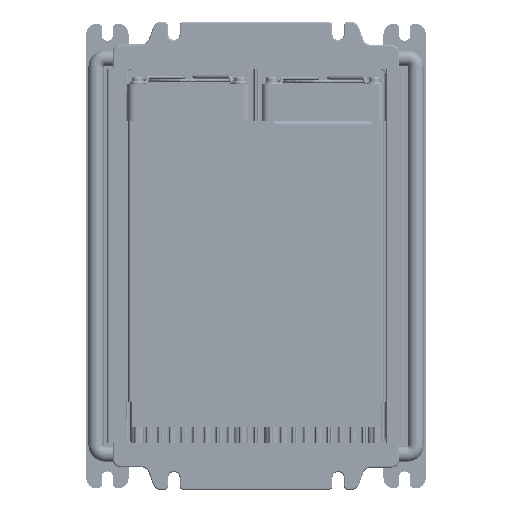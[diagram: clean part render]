
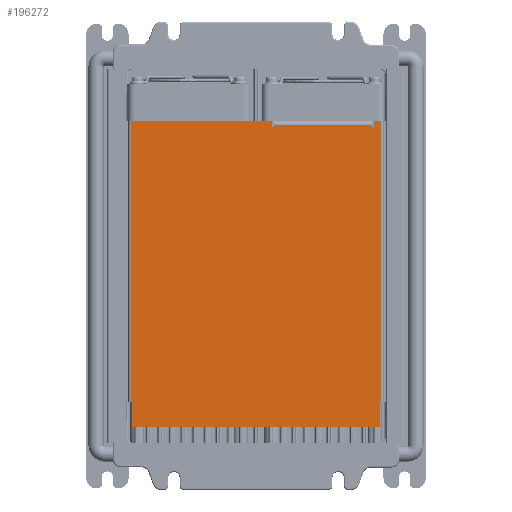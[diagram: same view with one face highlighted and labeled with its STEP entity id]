
A CAD part, front view. The second image highlights one B-rep face of the part: STEP entity #196272.
In plain terms, the highlighted planar face has unit normal (0, -1, 0).
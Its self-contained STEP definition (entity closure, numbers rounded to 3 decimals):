
#179 = VERTEX_POINT ( 'NONE', #14446 ) ;
#497 = CARTESIAN_POINT ( 'NONE',  ( 56.473, -69.7, 100.552 ) ) ;
#7227 = DIRECTION ( 'NONE',  ( 0., 0., 1. ) ) ;
#12746 = LINE ( 'NONE', #202914, #32407 ) ;
#13858 = DIRECTION ( 'NONE',  ( 1., 0., 0. ) ) ;
#14446 = CARTESIAN_POINT ( 'NONE',  ( 60.95, -69.7, 103.552 ) ) ;
#17104 = VECTOR ( 'NONE', #121386, 1000. ) ;
#18673 = ORIENTED_EDGE ( 'NONE', *, *, #157713, .F. ) ;
#20299 = ORIENTED_EDGE ( 'NONE', *, *, #24395, .T. ) ;
#20383 = EDGE_CURVE ( 'NONE', #101273, #74128, #235696, .T. ) ;
#24395 = EDGE_CURVE ( 'NONE', #74128, #179, #12746, .T. ) ;
#25638 = CIRCLE ( 'NONE', #70330, 0.5 ) ;
#25672 = FACE_OUTER_BOUND ( 'NONE', #109994, .T. ) ;
#27567 = ORIENTED_EDGE ( 'NONE', *, *, #70174, .T. ) ;
#29009 = LINE ( 'NONE', #73692, #115016 ) ;
#32407 = VECTOR ( 'NONE', #7227, 1000. ) ;
#34856 = CARTESIAN_POINT ( 'NONE',  ( 56.473, -69.7, 101.552 ) ) ;
#41654 = AXIS2_PLACEMENT_3D ( 'NONE', #115114, #173913, #197647 ) ;
#42299 = VERTEX_POINT ( 'NONE', #214714 ) ;
#44211 = VECTOR ( 'NONE', #212253, 1000. ) ;
#57707 = CARTESIAN_POINT ( 'NONE',  ( 60.95, -69.7, 103.552 ) ) ;
#59630 = EDGE_CURVE ( 'NONE', #190863, #42299, #253914, .T. ) ;
#60305 = VERTEX_POINT ( 'NONE', #187306 ) ;
#61907 = CARTESIAN_POINT ( 'NONE',  ( -60.953, -69.7, -33.448 ) ) ;
#62389 = CARTESIAN_POINT ( 'NONE',  ( -60.453, -69.7, -40.448 ) ) ;
#63196 = EDGE_CURVE ( 'NONE', #101274, #60305, #29009, .T. ) ;
#65907 = EDGE_CURVE ( 'NONE', #75170, #101273, #218042, .T. ) ;
#70174 = EDGE_CURVE ( 'NONE', #81631, #42299, #25638, .T. ) ;
#70330 = AXIS2_PLACEMENT_3D ( 'NONE', #245949, #164835, #13858 ) ;
#73199 = CARTESIAN_POINT ( 'NONE',  ( 8.918, -69.7, 101.552 ) ) ;
#73692 = CARTESIAN_POINT ( 'NONE',  ( 57.473, -69.7, 22.302 ) ) ;
#74128 = VERTEX_POINT ( 'NONE', #87466 ) ;
#75170 = VERTEX_POINT ( 'NONE', #268510 ) ;
#79409 = CARTESIAN_POINT ( 'NONE',  ( -0.002, -69.7, -45.948 ) ) ;
#80088 = CARTESIAN_POINT ( 'NONE',  ( 7.918, -69.7, 22.302 ) ) ;
#81432 = DIRECTION ( 'NONE',  ( 1., 0., 0. ) ) ;
#81631 = VERTEX_POINT ( 'NONE', #61907 ) ;
#82783 = CARTESIAN_POINT ( 'NONE',  ( -60.953, -69.7, 103.552 ) ) ;
#82898 = ORIENTED_EDGE ( 'NONE', *, *, #202787, .F. ) ;
#84429 = EDGE_CURVE ( 'NONE', #144675, #137370, #108282, .T. ) ;
#85194 = ORIENTED_EDGE ( 'NONE', *, *, #59630, .F. ) ;
#86652 = DIRECTION ( 'NONE',  ( 0., 0., 1. ) ) ;
#87466 = CARTESIAN_POINT ( 'NONE',  ( 60.95, -69.7, -33.448 ) ) ;
#88153 = ORIENTED_EDGE ( 'NONE', *, *, #234355, .F. ) ;
#88654 = CARTESIAN_POINT ( 'NONE',  ( 56.473, -69.7, 101.552 ) ) ;
#89279 = VERTEX_POINT ( 'NONE', #111285 ) ;
#90542 = CARTESIAN_POINT ( 'NONE',  ( -60.453, -69.7, -45.948 ) ) ;
#96097 = DIRECTION ( 'NONE',  ( 0., 0., 1. ) ) ;
#97546 = CARTESIAN_POINT ( 'NONE',  ( 8.918, -69.7, 22.302 ) ) ;
#99717 = LINE ( 'NONE', #80088, #100983 ) ;
#100983 = VECTOR ( 'NONE', #122047, 1000. ) ;
#101273 = VERTEX_POINT ( 'NONE', #191082 ) ;
#101274 = VERTEX_POINT ( 'NONE', #273594 ) ;
#101521 = VECTOR ( 'NONE', #109647, 1000. ) ;
#106967 = VERTEX_POINT ( 'NONE', #497 ) ;
#108282 = LINE ( 'NONE', #88654, #101521 ) ;
#109647 = DIRECTION ( 'NONE',  ( -1., 0., 0. ) ) ;
#109994 = EDGE_LOOP ( 'NONE', ( #110500, #161835, #88153, #194145, #82898, #18673, #27567, #85194, #179398, #114073, #249927, #20299, #224405, #134562, #125321, #232573 ) ) ;
#110500 = ORIENTED_EDGE ( 'NONE', *, *, #84429, .T. ) ;
#111285 = CARTESIAN_POINT ( 'NONE',  ( 7.918, -69.7, 103.552 ) ) ;
#114073 = ORIENTED_EDGE ( 'NONE', *, *, #65907, .T. ) ;
#115016 = VECTOR ( 'NONE', #96097, 1000. ) ;
#115114 = CARTESIAN_POINT ( 'NONE',  ( -0.002, -69.7, 22.302 ) ) ;
#119079 = EDGE_CURVE ( 'NONE', #144675, #106967, #227653, .T. ) ;
#120361 = VECTOR ( 'NONE', #249980, 1000. ) ;
#121386 = DIRECTION ( 'NONE',  ( -1., 0., 0. ) ) ;
#122047 = DIRECTION ( 'NONE',  ( 0., 0., -1. ) ) ;
#124129 = LINE ( 'NONE', #79409, #17104 ) ;
#125321 = ORIENTED_EDGE ( 'NONE', *, *, #191107, .T. ) ;
#133561 = DIRECTION ( 'NONE',  ( 0., 0., 1. ) ) ;
#133807 = VERTEX_POINT ( 'NONE', #82783 ) ;
#134562 = ORIENTED_EDGE ( 'NONE', *, *, #63196, .F. ) ;
#137370 = VERTEX_POINT ( 'NONE', #73199 ) ;
#143521 = LINE ( 'NONE', #249761, #183466 ) ;
#144675 = VERTEX_POINT ( 'NONE', #34856 ) ;
#157713 = EDGE_CURVE ( 'NONE', #81631, #133807, #240679, .T. ) ;
#158345 = VECTOR ( 'NONE', #238004, 1000. ) ;
#161835 = ORIENTED_EDGE ( 'NONE', *, *, #164888, .T. ) ;
#162592 = LINE ( 'NONE', #57707, #209460 ) ;
#164779 = LINE ( 'NONE', #250027, #44211 ) ;
#164835 = DIRECTION ( 'NONE',  ( 0., 1., 0. ) ) ;
#164888 = EDGE_CURVE ( 'NONE', #137370, #200820, #203803, .T. ) ;
#168156 = DIRECTION ( 'NONE',  ( 0., 1., 0. ) ) ;
#171798 = VECTOR ( 'NONE', #175042, 1000. ) ;
#173894 = VECTOR ( 'NONE', #182840, 1000. ) ;
#173913 = DIRECTION ( 'NONE',  ( 0., 1., 0. ) ) ;
#175042 = DIRECTION ( 'NONE',  ( 0., 0., 1. ) ) ;
#179398 = ORIENTED_EDGE ( 'NONE', *, *, #233274, .F. ) ;
#181617 = CARTESIAN_POINT ( 'NONE',  ( 56.473, -69.7, 22.302 ) ) ;
#182840 = DIRECTION ( 'NONE',  ( 0., 0., -1. ) ) ;
#183466 = VECTOR ( 'NONE', #210614, 1000. ) ;
#187306 = CARTESIAN_POINT ( 'NONE',  ( 57.473, -69.7, 103.552 ) ) ;
#189713 = VECTOR ( 'NONE', #133561, 1000. ) ;
#190863 = VERTEX_POINT ( 'NONE', #90542 ) ;
#191082 = CARTESIAN_POINT ( 'NONE',  ( 60.45, -69.7, -33.948 ) ) ;
#191107 = EDGE_CURVE ( 'NONE', #101274, #106967, #143521, .T. ) ;
#193324 = CARTESIAN_POINT ( 'NONE',  ( 60.95, -69.7, 103.552 ) ) ;
#194145 = ORIENTED_EDGE ( 'NONE', *, *, #242908, .F. ) ;
#196272 = ADVANCED_FACE ( 'NONE', ( #25672 ), #242318, .F. ) ;
#196426 = VECTOR ( 'NONE', #86652, 1000. ) ;
#197647 = DIRECTION ( 'NONE',  ( 1., 0., 0. ) ) ;
#200820 = VERTEX_POINT ( 'NONE', #244193 ) ;
#202787 = EDGE_CURVE ( 'NONE', #133807, #89279, #215676, .T. ) ;
#202914 = CARTESIAN_POINT ( 'NONE',  ( 60.95, -69.7, 22.302 ) ) ;
#203803 = LINE ( 'NONE', #97546, #173894 ) ;
#209460 = VECTOR ( 'NONE', #81432, 1000. ) ;
#210614 = DIRECTION ( 'NONE',  ( -1., 0., 0. ) ) ;
#211470 = CARTESIAN_POINT ( 'NONE',  ( 60.95, -69.7, -33.948 ) ) ;
#212253 = DIRECTION ( 'NONE',  ( 1., 0., 0. ) ) ;
#214714 = CARTESIAN_POINT ( 'NONE',  ( -60.453, -69.7, -33.948 ) ) ;
#215676 = LINE ( 'NONE', #193324, #158345 ) ;
#216999 = CARTESIAN_POINT ( 'NONE',  ( -60.953, -69.7, 22.302 ) ) ;
#218042 = LINE ( 'NONE', #259936, #196426 ) ;
#224405 = ORIENTED_EDGE ( 'NONE', *, *, #226854, .F. ) ;
#226854 = EDGE_CURVE ( 'NONE', #60305, #179, #162592, .T. ) ;
#227653 = LINE ( 'NONE', #181617, #120361 ) ;
#232573 = ORIENTED_EDGE ( 'NONE', *, *, #119079, .F. ) ;
#233274 = EDGE_CURVE ( 'NONE', #75170, #190863, #124129, .T. ) ;
#234355 = EDGE_CURVE ( 'NONE', #271189, #200820, #164779, .T. ) ;
#235696 = CIRCLE ( 'NONE', #275785, 0.5 ) ;
#236542 = DIRECTION ( 'NONE',  ( 1., 0., 0. ) ) ;
#238004 = DIRECTION ( 'NONE',  ( 1., 0., 0. ) ) ;
#240679 = LINE ( 'NONE', #216999, #171798 ) ;
#242318 = PLANE ( 'NONE',  #41654 ) ;
#242908 = EDGE_CURVE ( 'NONE', #89279, #271189, #99717, .T. ) ;
#244193 = CARTESIAN_POINT ( 'NONE',  ( 8.918, -69.7, 100.552 ) ) ;
#245949 = CARTESIAN_POINT ( 'NONE',  ( -60.953, -69.7, -33.948 ) ) ;
#249761 = CARTESIAN_POINT ( 'NONE',  ( -0.002, -69.7, 100.552 ) ) ;
#249927 = ORIENTED_EDGE ( 'NONE', *, *, #20383, .T. ) ;
#249980 = DIRECTION ( 'NONE',  ( 0., 0., -1. ) ) ;
#250027 = CARTESIAN_POINT ( 'NONE',  ( -0.002, -69.7, 100.552 ) ) ;
#253914 = LINE ( 'NONE', #62389, #189713 ) ;
#259936 = CARTESIAN_POINT ( 'NONE',  ( 60.45, -69.7, -40.448 ) ) ;
#268510 = CARTESIAN_POINT ( 'NONE',  ( 60.45, -69.7, -45.948 ) ) ;
#271189 = VERTEX_POINT ( 'NONE', #274156 ) ;
#273594 = CARTESIAN_POINT ( 'NONE',  ( 57.473, -69.7, 100.552 ) ) ;
#274156 = CARTESIAN_POINT ( 'NONE',  ( 7.918, -69.7, 100.552 ) ) ;
#275785 = AXIS2_PLACEMENT_3D ( 'NONE', #211470, #168156, #236542 ) ;
